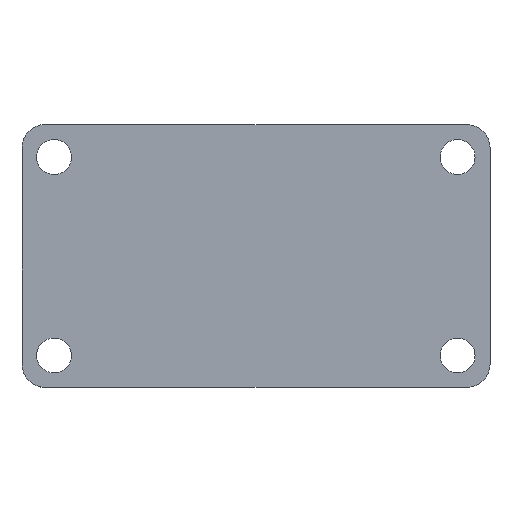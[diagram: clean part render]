
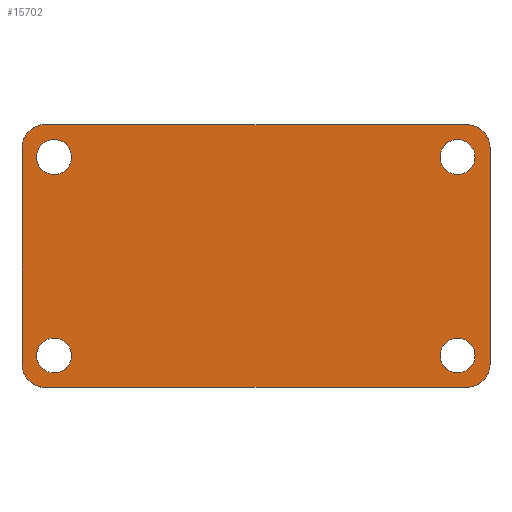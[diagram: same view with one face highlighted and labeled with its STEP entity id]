
A CAD part, top view. The second image highlights one B-rep face of the part: STEP entity #15702.
In plain terms, the highlighted planar face has unit normal (0, 0, 1).
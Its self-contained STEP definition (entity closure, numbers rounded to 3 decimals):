
#15293 = VERTEX_POINT('',#15294);
#15294 = CARTESIAN_POINT('',(16.6,10.325,1.51));
#15300 = EDGE_CURVE('',#15293,#15301,#15303,.T.);
#15301 = VERTEX_POINT('',#15302);
#15302 = CARTESIAN_POINT('',(18.4,8.525,1.51));
#15303 = CIRCLE('',#15304,1.8);
#15304 = AXIS2_PLACEMENT_3D('',#15305,#15306,#15307);
#15305 = CARTESIAN_POINT('',(16.6,8.525,1.51));
#15306 = DIRECTION('',(0.,0.,-1.));
#15307 = DIRECTION('',(0.,1.,0.));
#15333 = EDGE_CURVE('',#15301,#15334,#15336,.T.);
#15334 = VERTEX_POINT('',#15335);
#15335 = CARTESIAN_POINT('',(18.4,-8.524,1.51));
#15336 = LINE('',#15337,#15338);
#15337 = CARTESIAN_POINT('',(18.4,8.525,1.51));
#15338 = VECTOR('',#15339,1.);
#15339 = DIRECTION('',(0.,-1.,0.));
#15364 = EDGE_CURVE('',#15334,#15365,#15367,.T.);
#15365 = VERTEX_POINT('',#15366);
#15366 = CARTESIAN_POINT('',(16.6,-10.324,1.51));
#15367 = CIRCLE('',#15368,1.8);
#15368 = AXIS2_PLACEMENT_3D('',#15369,#15370,#15371);
#15369 = CARTESIAN_POINT('',(16.6,-8.524,1.51));
#15370 = DIRECTION('',(0.,0.,-1.));
#15371 = DIRECTION('',(1.,0.,0.));
#15397 = EDGE_CURVE('',#15365,#15398,#15400,.T.);
#15398 = VERTEX_POINT('',#15399);
#15399 = CARTESIAN_POINT('',(-16.6,-10.327,1.51));
#15400 = LINE('',#15401,#15402);
#15401 = CARTESIAN_POINT('',(16.6,-10.324,1.51));
#15402 = VECTOR('',#15403,1.);
#15403 = DIRECTION('',(-1.,0.,0.));
#15428 = EDGE_CURVE('',#15398,#15429,#15431,.T.);
#15429 = VERTEX_POINT('',#15430);
#15430 = CARTESIAN_POINT('',(-18.4,-8.522,1.51));
#15431 = CIRCLE('',#15432,1.8);
#15432 = AXIS2_PLACEMENT_3D('',#15433,#15434,#15435);
#15433 = CARTESIAN_POINT('',(-16.6,-8.527,1.51));
#15434 = DIRECTION('',(0.,0.,-1.));
#15435 = DIRECTION('',(0.,-1.,0.));
#15461 = EDGE_CURVE('',#15429,#15462,#15464,.T.);
#15462 = VERTEX_POINT('',#15463);
#15463 = CARTESIAN_POINT('',(-18.4,8.527,1.51));
#15464 = LINE('',#15465,#15466);
#15465 = CARTESIAN_POINT('',(-18.4,-8.522,1.51));
#15466 = VECTOR('',#15467,1.);
#15467 = DIRECTION('',(0.,1.,0.));
#15492 = EDGE_CURVE('',#15462,#15493,#15495,.T.);
#15493 = VERTEX_POINT('',#15494);
#15494 = CARTESIAN_POINT('',(-16.6,10.327,1.51));
#15495 = CIRCLE('',#15496,1.8);
#15496 = AXIS2_PLACEMENT_3D('',#15497,#15498,#15499);
#15497 = CARTESIAN_POINT('',(-16.6,8.527,1.51));
#15498 = DIRECTION('',(0.,0.,-1.));
#15499 = DIRECTION('',(-1.,0.,0.));
#15525 = EDGE_CURVE('',#15493,#15293,#15526,.T.);
#15526 = LINE('',#15527,#15528);
#15527 = CARTESIAN_POINT('',(-16.6,10.327,1.51));
#15528 = VECTOR('',#15529,1.);
#15529 = DIRECTION('',(1.,0.,0.));
#15549 = VERTEX_POINT('',#15550);
#15550 = CARTESIAN_POINT('',(-14.5,-7.825,1.51));
#15556 = EDGE_CURVE('',#15549,#15549,#15557,.T.);
#15557 = CIRCLE('',#15558,1.375);
#15558 = AXIS2_PLACEMENT_3D('',#15559,#15560,#15561);
#15559 = CARTESIAN_POINT('',(-15.875,-7.825,1.51));
#15560 = DIRECTION('',(0.,0.,1.));
#15561 = DIRECTION('',(1.,0.,-0.));
#15582 = VERTEX_POINT('',#15583);
#15583 = CARTESIAN_POINT('',(17.225,-7.825,1.51));
#15589 = EDGE_CURVE('',#15582,#15582,#15590,.T.);
#15590 = CIRCLE('',#15591,1.375);
#15591 = AXIS2_PLACEMENT_3D('',#15592,#15593,#15594);
#15592 = CARTESIAN_POINT('',(15.85,-7.825,1.51));
#15593 = DIRECTION('',(0.,0.,1.));
#15594 = DIRECTION('',(1.,0.,-0.));
#15615 = VERTEX_POINT('',#15616);
#15616 = CARTESIAN_POINT('',(-14.5,7.775,1.51));
#15622 = EDGE_CURVE('',#15615,#15615,#15623,.T.);
#15623 = CIRCLE('',#15624,1.375);
#15624 = AXIS2_PLACEMENT_3D('',#15625,#15626,#15627);
#15625 = CARTESIAN_POINT('',(-15.875,7.775,1.51));
#15626 = DIRECTION('',(0.,0.,1.));
#15627 = DIRECTION('',(1.,0.,-0.));
#15648 = VERTEX_POINT('',#15649);
#15649 = CARTESIAN_POINT('',(17.225,7.775,1.51));
#15655 = EDGE_CURVE('',#15648,#15648,#15656,.T.);
#15656 = CIRCLE('',#15657,1.375);
#15657 = AXIS2_PLACEMENT_3D('',#15658,#15659,#15660);
#15658 = CARTESIAN_POINT('',(15.85,7.775,1.51));
#15659 = DIRECTION('',(0.,0.,1.));
#15660 = DIRECTION('',(1.,0.,-0.));
#15702 = ADVANCED_FACE('',(#15703,#15713,#15716,#15719,#15722),#15725,
  .T.);
#15703 = FACE_BOUND('',#15704,.F.);
#15704 = EDGE_LOOP('',(#15705,#15706,#15707,#15708,#15709,#15710,#15711,
    #15712));
#15705 = ORIENTED_EDGE('',*,*,#15300,.T.);
#15706 = ORIENTED_EDGE('',*,*,#15333,.T.);
#15707 = ORIENTED_EDGE('',*,*,#15364,.T.);
#15708 = ORIENTED_EDGE('',*,*,#15397,.T.);
#15709 = ORIENTED_EDGE('',*,*,#15428,.T.);
#15710 = ORIENTED_EDGE('',*,*,#15461,.T.);
#15711 = ORIENTED_EDGE('',*,*,#15492,.T.);
#15712 = ORIENTED_EDGE('',*,*,#15525,.T.);
#15713 = FACE_BOUND('',#15714,.F.);
#15714 = EDGE_LOOP('',(#15715));
#15715 = ORIENTED_EDGE('',*,*,#15556,.T.);
#15716 = FACE_BOUND('',#15717,.F.);
#15717 = EDGE_LOOP('',(#15718));
#15718 = ORIENTED_EDGE('',*,*,#15589,.T.);
#15719 = FACE_BOUND('',#15720,.F.);
#15720 = EDGE_LOOP('',(#15721));
#15721 = ORIENTED_EDGE('',*,*,#15622,.T.);
#15722 = FACE_BOUND('',#15723,.F.);
#15723 = EDGE_LOOP('',(#15724));
#15724 = ORIENTED_EDGE('',*,*,#15655,.T.);
#15725 = PLANE('',#15726);
#15726 = AXIS2_PLACEMENT_3D('',#15727,#15728,#15729);
#15727 = CARTESIAN_POINT('',(0.,0.,1.51));
#15728 = DIRECTION('',(0.,0.,1.));
#15729 = DIRECTION('',(1.,0.,-0.));
